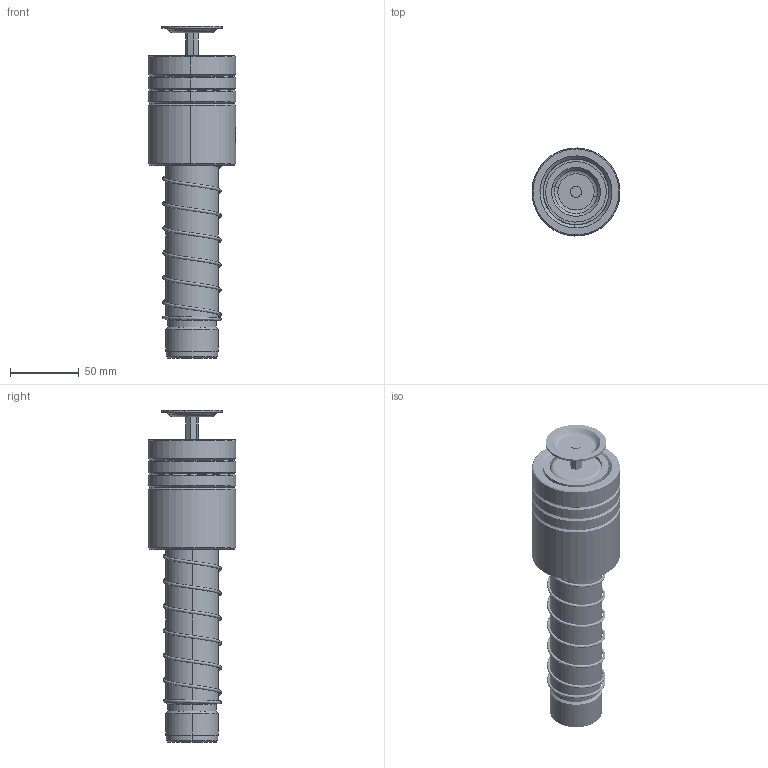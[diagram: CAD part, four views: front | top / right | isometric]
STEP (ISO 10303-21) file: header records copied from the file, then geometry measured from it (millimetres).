
FILE_DESCRIPTION (( 'STEP AP214' ), '1' );
FILE_NAME ('EMJH EMSH-D38-L220(BL-80).STEP', '2021-09-23T01:32:15', ( '' ), ( '' ), 'SwSTEP 2.0', 'SolidWorks 2016', '' );
FILE_SCHEMA (( 'AUTOMOTIVE_DESIGN' ));
Length unit declared in the file: millimetre
Products named in the file (259): BALL-D5; HWP-D42.5-d38.5-L110; GTM-M16蹟簽 -; EMJH EMSH-D38-L220(BL-80); BSH-47.5-38.5-75; GTM-44; BSH-D47.5-38.5-L75郪蚾; TBB-D64-d48-L80; MGM-D38-L220; GTM-44郪蚾; GTM-3-縐种
Assembly tree (252 placements, depth 3):
  BALL-D5
  BALL-D5
  BALL-D5
  BALL-D5
  BALL-D5
Bounding box: 63.98 x 63.97 x 241.52 mm (x, y, z)
Volume: 400184.2 mm3; surface area: 129657.6 mm2
Topology: 245 solids, 245 shells, 1119 faces, 4735 edges, 3148 vertices
Faces by surface type: sphere 952, cylinder 52, plane 40, cone 32, torus 22, bspline 21
Entity records: 54810 total; most frequent: CARTESIAN_POINT 33497, ORIENTED_EDGE 3736, DIRECTION 3199, EDGE_CURVE 1868, AXIS2_PLACEMENT_3D 1519, VERTEX_POINT 1224, EDGE_LOOP 1114, B_SPLINE_CURVE_WITH_KNOTS 1052
